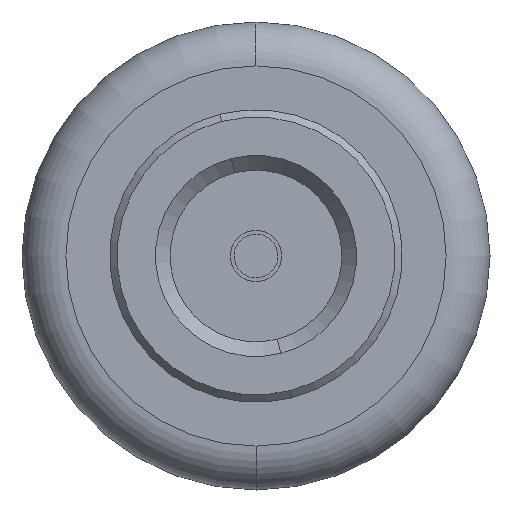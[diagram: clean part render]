
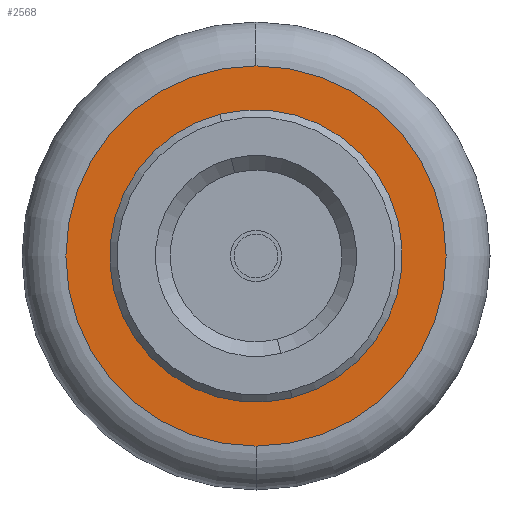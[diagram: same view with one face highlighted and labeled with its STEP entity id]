
A CAD part, front view. The second image highlights one B-rep face of the part: STEP entity #2568.
In plain terms, the highlighted face is planar.
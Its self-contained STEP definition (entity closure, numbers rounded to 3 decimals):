
#512=ORIENTED_EDGE('',*,*,#1260,.T.);
#513=ORIENTED_EDGE('',*,*,#1259,.T.);
#514=ORIENTED_EDGE('',*,*,#1261,.F.);
#515=ORIENTED_EDGE('',*,*,#1262,.F.);
#1259=EDGE_CURVE('',#1627,#1628,#1859,.T.);
#1260=EDGE_CURVE('',#1628,#1627,#1860,.T.);
#1261=EDGE_CURVE('',#1629,#1630,#1861,.T.);
#1262=EDGE_CURVE('',#1630,#1629,#1862,.T.);
#1627=VERTEX_POINT('',#4405);
#1628=VERTEX_POINT('',#4407);
#1629=VERTEX_POINT('',#4412);
#1630=VERTEX_POINT('',#4413);
#1859=CIRCLE('',#2884,9.);
#1860=CIRCLE('',#2886,9.);
#1861=CIRCLE('',#2887,13.);
#1862=CIRCLE('',#2888,13.);
#2113=EDGE_LOOP('',(#512,#513));
#2114=EDGE_LOOP('',(#514,#515));
#2323=FACE_BOUND('',#2113,.T.);
#2324=FACE_BOUND('',#2114,.T.);
#2522=PLANE('',#2885);
#2568=ADVANCED_FACE('',(#2323,#2324),#2522,.F.);
#2884=AXIS2_PLACEMENT_3D('',#4408,#3388,#3389);
#2885=AXIS2_PLACEMENT_3D('',#4409,#3390,#3391);
#2886=AXIS2_PLACEMENT_3D('',#4410,#3392,#3393);
#2887=AXIS2_PLACEMENT_3D('',#4411,#3394,#3395);
#2888=AXIS2_PLACEMENT_3D('',#4414,#3396,#3397);
#3388=DIRECTION('',(0.,-1.,0.));
#3389=DIRECTION('',(0.,0.,-1.));
#3390=DIRECTION('',(0.,-1.,0.));
#3391=DIRECTION('',(0.,0.,-1.));
#3392=DIRECTION('',(0.,-1.,0.));
#3393=DIRECTION('',(0.,0.,-1.));
#3394=DIRECTION('',(0.,-1.,0.));
#3395=DIRECTION('',(0.,0.,-1.));
#3396=DIRECTION('',(0.,-1.,0.));
#3397=DIRECTION('',(0.,0.,-1.));
#4405=CARTESIAN_POINT('',(0.,16.5,-9.));
#4407=CARTESIAN_POINT('',(0.,16.5,9.));
#4408=CARTESIAN_POINT('',(0.,16.5,0.));
#4409=CARTESIAN_POINT('',(-13.,16.5,0.));
#4410=CARTESIAN_POINT('',(0.,16.5,0.));
#4411=CARTESIAN_POINT('',(0.,16.5,0.));
#4412=CARTESIAN_POINT('',(0.,16.5,-13.));
#4413=CARTESIAN_POINT('',(0.,16.5,13.));
#4414=CARTESIAN_POINT('',(0.,16.5,0.));
